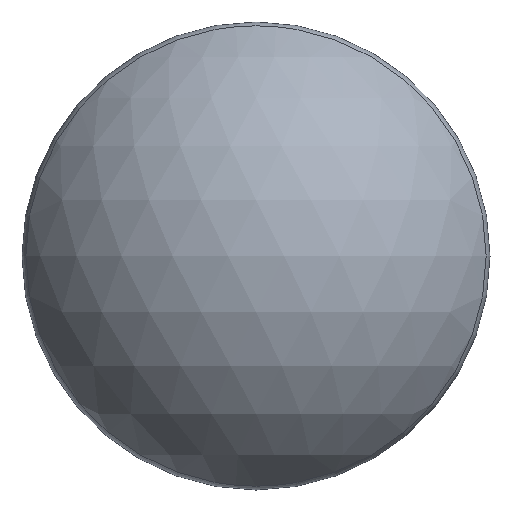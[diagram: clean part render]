
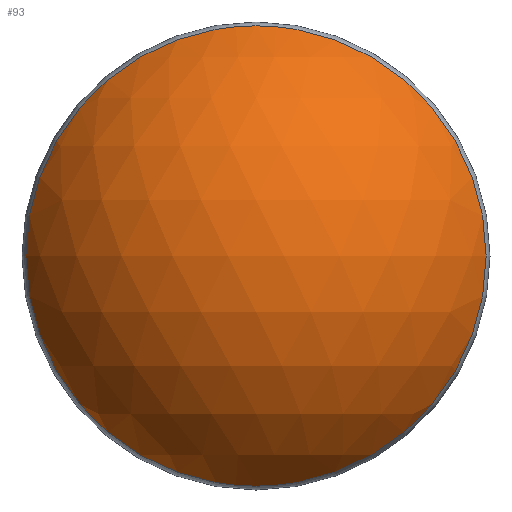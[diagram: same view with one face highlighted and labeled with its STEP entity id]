
A CAD part, left-side view. The second image highlights one B-rep face of the part: STEP entity #93.
In plain terms, the highlighted spherical face has radius 22.724 mm.
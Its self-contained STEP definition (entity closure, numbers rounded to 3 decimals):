
#16=SPHERICAL_SURFACE('',#110,22.724);
#33=FACE_OUTER_BOUND('',#47,.T.);
#47=EDGE_LOOP('',(#82));
#54=CIRCLE('',#109,20.162);
#61=VERTEX_POINT('',#163);
#68=EDGE_CURVE('',#61,#61,#54,.T.);
#82=ORIENTED_EDGE('',*,*,#68,.T.);
#93=ADVANCED_FACE('',(#33),#16,.T.);
#109=AXIS2_PLACEMENT_3D('',#164,#139,#140);
#110=AXIS2_PLACEMENT_3D('',#165,#141,#142);
#139=DIRECTION('center_axis',(-1.,0.,0.));
#140=DIRECTION('ref_axis',(0.,0.,1.));
#141=DIRECTION('center_axis',(0.,0.,1.));
#142=DIRECTION('ref_axis',(1.,0.,0.));
#163=CARTESIAN_POINT('',(-32.092,-20.162,0.));
#164=CARTESIAN_POINT('Origin',(-32.092,0.,0.));
#165=CARTESIAN_POINT('Origin',(-21.61,0.,0.));
